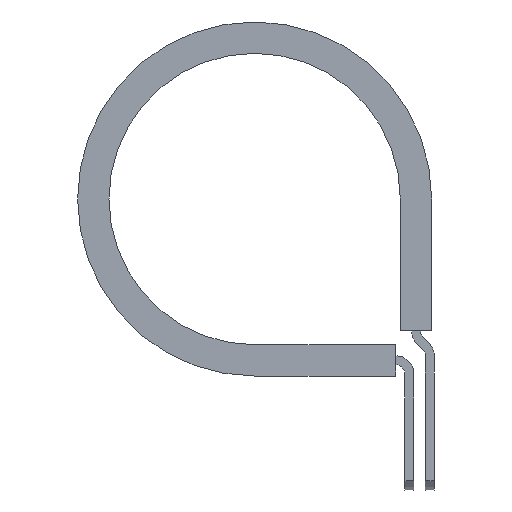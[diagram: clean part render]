
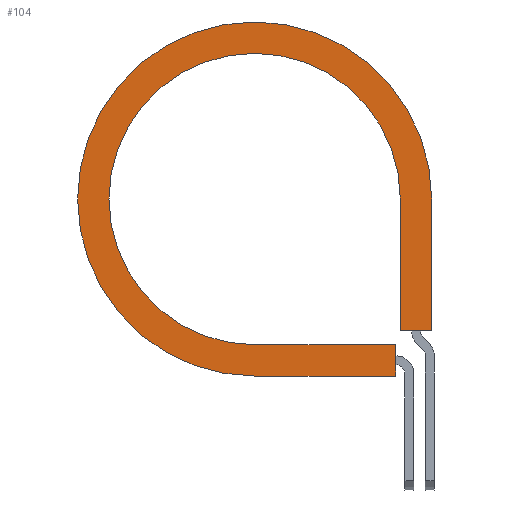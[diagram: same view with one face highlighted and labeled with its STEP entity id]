
A CAD part, front view. The second image highlights one B-rep face of the part: STEP entity #104.
In plain terms, the highlighted planar face has unit normal (0, -1, 0).
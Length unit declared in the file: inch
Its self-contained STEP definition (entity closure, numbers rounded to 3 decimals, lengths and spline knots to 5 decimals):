
#9 = EDGE_CURVE ( 'NONE', #742, #689, #135, .T. ) ;
#18 = DIRECTION ( 'NONE',  ( 0., 0., -1. ) ) ;
#25 = DIRECTION ( 'NONE',  ( 0., 0., 1. ) ) ;
#28 = CARTESIAN_POINT ( 'NONE',  ( 0.949, -0.31, 0. ) ) ;
#93 = CARTESIAN_POINT ( 'NONE',  ( 0., -0.31, 0. ) ) ;
#104 = ADVANCED_FACE ( 'NONE', ( #254 ), #1077, .T. ) ;
#105 = CARTESIAN_POINT ( 'NONE',  ( 0., -0.31, -0.949 ) ) ;
#125 = CARTESIAN_POINT ( 'NONE',  ( 0.949, -0.31, -0.70665 ) ) ;
#135 = LINE ( 'NONE', #1382, #1540 ) ;
#145 = AXIS2_PLACEMENT_3D ( 'NONE', #182, #148, #1283 ) ;
#148 = DIRECTION ( 'NONE',  ( 0., -1., 0. ) ) ;
#172 = CARTESIAN_POINT ( 'NONE',  ( 0.949, -0.31, 0. ) ) ;
#182 = CARTESIAN_POINT ( 'NONE',  ( 0., -0.31, 0. ) ) ;
#241 = DIRECTION ( 'NONE',  ( 0., 0., -1. ) ) ;
#248 = EDGE_CURVE ( 'NONE', #1647, #742, #879, .T. ) ;
#254 = FACE_OUTER_BOUND ( 'NONE', #507, .T. ) ;
#297 = ORIENTED_EDGE ( 'NONE', *, *, #393, .F. ) ;
#342 = VERTEX_POINT ( 'NONE', #105 ) ;
#379 = ORIENTED_EDGE ( 'NONE', *, *, #1688, .T. ) ;
#389 = CIRCLE ( 'NONE', #495, 0.949 ) ;
#393 = EDGE_CURVE ( 'NONE', #1146, #672, #1581, .T. ) ;
#422 = ORIENTED_EDGE ( 'NONE', *, *, #836, .T. ) ;
#495 = AXIS2_PLACEMENT_3D ( 'NONE', #93, #1072, #241 ) ;
#506 = CARTESIAN_POINT ( 'NONE',  ( 0.7557, -0.31, -0.781 ) ) ;
#507 = EDGE_LOOP ( 'NONE', ( #805, #798, #856, #379, #1651, #1739, #297, #422 ) ) ;
#565 = VECTOR ( 'NONE', #25, 39.37008 ) ;
#583 = CARTESIAN_POINT ( 'NONE',  ( 0.781, -0.31, 0. ) ) ;
#672 = VERTEX_POINT ( 'NONE', #1094 ) ;
#689 = VERTEX_POINT ( 'NONE', #702 ) ;
#702 = CARTESIAN_POINT ( 'NONE',  ( 0.781, -0.31, -0.70665 ) ) ;
#710 = EDGE_CURVE ( 'NONE', #672, #1149, #1390, .T. ) ;
#742 = VERTEX_POINT ( 'NONE', #125 ) ;
#790 = CARTESIAN_POINT ( 'NONE',  ( 0.781, -0.31, 0. ) ) ;
#798 = ORIENTED_EDGE ( 'NONE', *, *, #248, .F. ) ;
#805 = ORIENTED_EDGE ( 'NONE', *, *, #9, .F. ) ;
#836 = EDGE_CURVE ( 'NONE', #1146, #689, #1310, .T. ) ;
#843 = CARTESIAN_POINT ( 'NONE',  ( 0., -0.31, -0.781 ) ) ;
#856 = ORIENTED_EDGE ( 'NONE', *, *, #1315, .T. ) ;
#879 = LINE ( 'NONE', #28, #1562 ) ;
#887 = CARTESIAN_POINT ( 'NONE',  ( 0.7557, -0.31, -0.781 ) ) ;
#893 = LINE ( 'NONE', #887, #565 ) ;
#939 = EDGE_CURVE ( 'NONE', #1488, #1149, #893, .T. ) ;
#969 = DIRECTION ( 'NONE',  ( 1., 0., 0. ) ) ;
#989 = CARTESIAN_POINT ( 'NONE',  ( 0.7557, -0.31, -0.949 ) ) ;
#1055 = LINE ( 'NONE', #1422, #1659 ) ;
#1072 = DIRECTION ( 'NONE',  ( 0., -1., 0. ) ) ;
#1077 = PLANE ( 'NONE',  #1657 ) ;
#1094 = CARTESIAN_POINT ( 'NONE',  ( 0., -0.31, -0.781 ) ) ;
#1146 = VERTEX_POINT ( 'NONE', #790 ) ;
#1149 = VERTEX_POINT ( 'NONE', #506 ) ;
#1182 = CARTESIAN_POINT ( 'NONE',  ( 0.781, -0.31, 0. ) ) ;
#1194 = DIRECTION ( 'NONE',  ( 0., -1., 0. ) ) ;
#1211 = DIRECTION ( 'NONE',  ( 0., 0., -1. ) ) ;
#1283 = DIRECTION ( 'NONE',  ( 0., 0., -1. ) ) ;
#1310 = LINE ( 'NONE', #583, #1518 ) ;
#1315 = EDGE_CURVE ( 'NONE', #1647, #342, #389, .T. ) ;
#1382 = CARTESIAN_POINT ( 'NONE',  ( 0.781, -0.31, -0.70665 ) ) ;
#1390 = LINE ( 'NONE', #843, #1672 ) ;
#1422 = CARTESIAN_POINT ( 'NONE',  ( 0., -0.31, -0.949 ) ) ;
#1427 = DIRECTION ( 'NONE',  ( -1., 0., 0. ) ) ;
#1488 = VERTEX_POINT ( 'NONE', #989 ) ;
#1518 = VECTOR ( 'NONE', #1630, 39.37008 ) ;
#1540 = VECTOR ( 'NONE', #1427, 39.37008 ) ;
#1544 = DIRECTION ( 'NONE',  ( 1., 0., 0. ) ) ;
#1562 = VECTOR ( 'NONE', #18, 39.37008 ) ;
#1581 = CIRCLE ( 'NONE', #145, 0.781 ) ;
#1630 = DIRECTION ( 'NONE',  ( 0., 0., -1. ) ) ;
#1647 = VERTEX_POINT ( 'NONE', #172 ) ;
#1651 = ORIENTED_EDGE ( 'NONE', *, *, #939, .T. ) ;
#1657 = AXIS2_PLACEMENT_3D ( 'NONE', #1182, #1194, #1211 ) ;
#1659 = VECTOR ( 'NONE', #1544, 39.37008 ) ;
#1672 = VECTOR ( 'NONE', #969, 39.37008 ) ;
#1688 = EDGE_CURVE ( 'NONE', #342, #1488, #1055, .T. ) ;
#1739 = ORIENTED_EDGE ( 'NONE', *, *, #710, .F. ) ;
